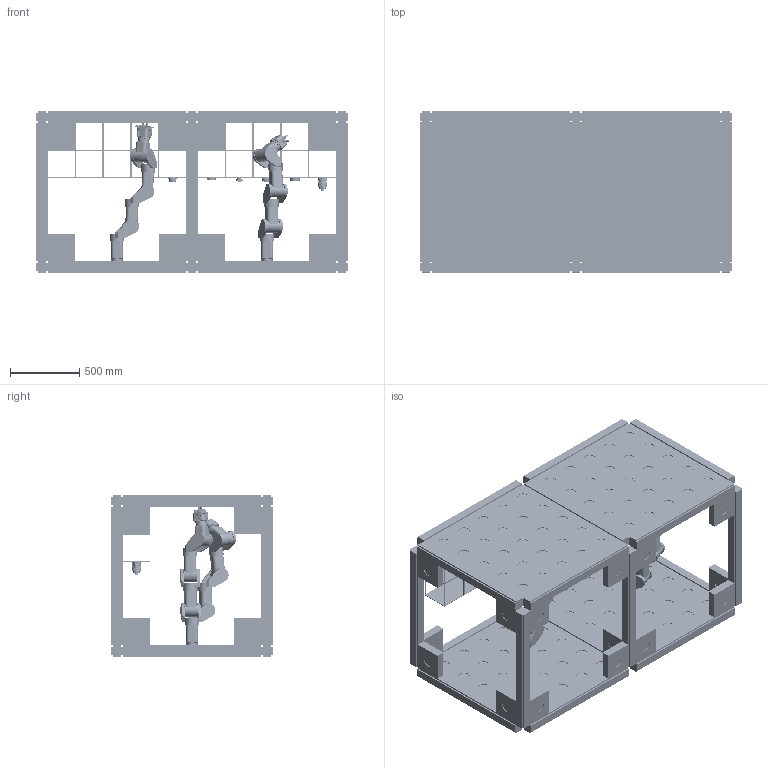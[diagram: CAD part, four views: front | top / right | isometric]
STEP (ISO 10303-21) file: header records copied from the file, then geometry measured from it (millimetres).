
FILE_DESCRIPTION (( 'STEP AP214' ), '1' );
FILE_NAME ('assembly_scene_01.STEP', '2022-01-13T10:15:32', ( '' ), ( '' ), 'SwSTEP 2.0', 'SolidWorks 2020', '' );
FILE_SCHEMA (( 'AUTOMOTIVE_DESIGN' ));
Length unit declared in the file: millimetre
Products named in the file (30): Plate_element; Stellage_block_1x1x1; grip_link_3; roboarm_fork; motor_reductor_assembly_211119_­¨¦­¨©_¯®¤_ ­á¨á; gear_frame_211118; skf61902; gear_body_211119; output_shaft_211118; input_shaft_211119; roboarm_link; motor_211123; spacer_211119; grip-tool-model; pin_13d3; output_shaft_211119; satellite_211118; case_link_2; gearbox_cup_211118; Rod_element; holder_link_2; skf61806; fixing_ring_211118; input_shaft_211118; connector imitation; roboarm_start_link; roboarm_dock_link; assembly_scene_01; roller_15d5
Assembly tree (322 placements, depth 4):
  assembly_scene_01
    Plate_element  x128
    Rod_element  x100
    connector imitation  x2
    roboarm_start_link  x2
    roboarm_fork  x6
    roboarm_link  x4
    roboarm_dock_link  x2
    grip-tool-model  x2
      connector imitation
      case_link_2
      holder_link_2
      grip_link_3
    Stellage_block_1x1x1  x20
    motor_reductor_assembly_211119_­¨¦­¨©_¯®¤_ ­á¨á
      input_shaft_211119
        input_shaft_211118
        skf61806
        skf61902
      gear_body_211119
        gear_frame_211118
        roller_15d5  x22
      satellite_211118
      output_shaft_211119
        output_shaft_211118
        spacer_211119
        pin_13d3  x6
        skf61806  x2
      gearbox_cup_211118
      fixing_ring_211118
      motor_211123
        motor_211123
    motor_211123
      motor_211123
    gear_body_211119
      gear_frame_211118
      roller_15d5  x22
    input_shaft_211119
      input_shaft_211118
      skf61806
      skf61902
    fixing_ring_211118
    gearbox_cup_211118
    output_shaft_211119
      output_shaft_211118
      spacer_211119
      pin_13d3  x6
      skf61806  x2
Bounding box: 2240 x 1160 x 1160 mm (x, y, z)
Volume: 442420801.8 mm3; surface area: 28369349.9 mm2
Topology: 363 solids, 363 shells, 7504 faces, 18644 edges, 12158 vertices
Faces by surface type: plane 5160, cylinder 1806, cone 340, torus 142, bspline 48, sphere 8
Entity records: 61348 total; most frequent: CARTESIAN_POINT 15764, DIRECTION 9505, ORIENTED_EDGE 8842, EDGE_CURVE 4421, AXIS2_PLACEMENT_3D 3369, VERTEX_POINT 2862, VECTOR 2767, LINE 2767
